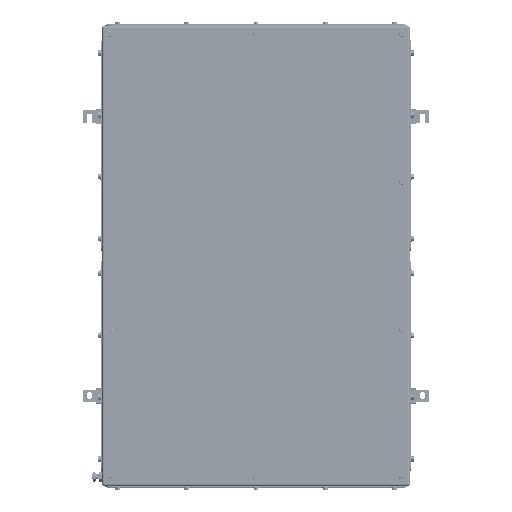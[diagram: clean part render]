
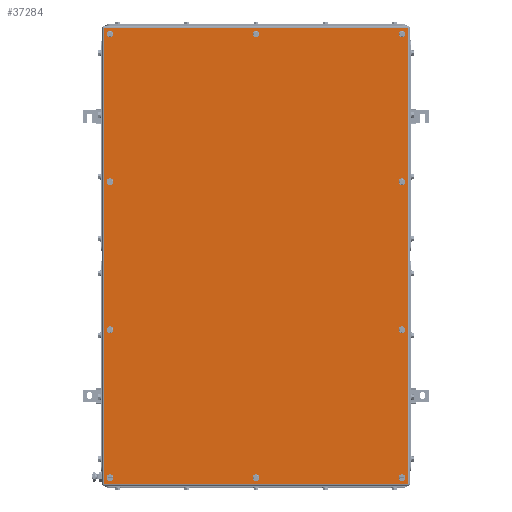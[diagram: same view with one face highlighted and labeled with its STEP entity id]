
A CAD part, top view. The second image highlights one B-rep face of the part: STEP entity #37284.
In plain terms, the highlighted planar face has unit normal (0, 0, 1).
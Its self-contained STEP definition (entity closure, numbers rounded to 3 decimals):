
#37050=AXIS2_PLACEMENT_3D('Circle Axis2P3D',#37048,#37049,$) ;
#37077=AXIS2_PLACEMENT_3D('Plane Axis2P3D',#37074,#37075,#37076) ;
#37115=AXIS2_PLACEMENT_3D('Circle Axis2P3D',#37113,#37114,$) ;
#37124=AXIS2_PLACEMENT_3D('Circle Axis2P3D',#37122,#37123,$) ;
#37133=AXIS2_PLACEMENT_3D('Circle Axis2P3D',#37131,#37132,$) ;
#37142=AXIS2_PLACEMENT_3D('Circle Axis2P3D',#37140,#37141,$) ;
#37151=AXIS2_PLACEMENT_3D('Circle Axis2P3D',#37149,#37150,$) ;
#37160=AXIS2_PLACEMENT_3D('Circle Axis2P3D',#37158,#37159,$) ;
#37169=AXIS2_PLACEMENT_3D('Circle Axis2P3D',#37167,#37168,$) ;
#37178=AXIS2_PLACEMENT_3D('Circle Axis2P3D',#37176,#37177,$) ;
#37187=AXIS2_PLACEMENT_3D('Circle Axis2P3D',#37185,#37186,$) ;
#37196=AXIS2_PLACEMENT_3D('Circle Axis2P3D',#37194,#37195,$) ;
#37205=AXIS2_PLACEMENT_3D('Circle Axis2P3D',#37203,#37204,$) ;
#37214=AXIS2_PLACEMENT_3D('Circle Axis2P3D',#37212,#37213,$) ;
#37223=AXIS2_PLACEMENT_3D('Circle Axis2P3D',#37221,#37222,$) ;
#37232=AXIS2_PLACEMENT_3D('Circle Axis2P3D',#37230,#37231,$) ;
#37241=AXIS2_PLACEMENT_3D('Circle Axis2P3D',#37239,#37240,$) ;
#37250=AXIS2_PLACEMENT_3D('Circle Axis2P3D',#37248,#37249,$) ;
#37259=AXIS2_PLACEMENT_3D('Circle Axis2P3D',#37257,#37258,$) ;
#37268=AXIS2_PLACEMENT_3D('Circle Axis2P3D',#37266,#37267,$) ;
#37277=AXIS2_PLACEMENT_3D('Circle Axis2P3D',#37275,#37276,$) ;
#37045=CARTESIAN_POINT('Vertex',(56.5,615.167,153.5)) ;
#37048=CARTESIAN_POINT('Axis2P3D Location',(53.,615.167,153.5)) ;
#37052=CARTESIAN_POINT('Vertex',(49.5,615.167,153.5)) ;
#37074=CARTESIAN_POINT('Axis2P3D Location',(345.5,468.,153.5)) ;
#37079=CARTESIAN_POINT('Line Origine',(345.5,924.5,153.5)) ;
#37083=CARTESIAN_POINT('Vertex',(650.,924.5,153.5)) ;
#37085=CARTESIAN_POINT('Vertex',(41.,924.5,153.5)) ;
#37088=CARTESIAN_POINT('Line Origine',(41.,468.,153.5)) ;
#37092=CARTESIAN_POINT('Vertex',(41.,11.5,153.5)) ;
#37095=CARTESIAN_POINT('Line Origine',(345.5,11.5,153.5)) ;
#37099=CARTESIAN_POINT('Vertex',(650.,11.5,153.5)) ;
#37102=CARTESIAN_POINT('Line Origine',(650.,468.,153.5)) ;
#37113=CARTESIAN_POINT('Axis2P3D Location',(53.,615.167,153.5)) ;
#37122=CARTESIAN_POINT('Axis2P3D Location',(53.,320.833,153.5)) ;
#37126=CARTESIAN_POINT('Vertex',(49.5,320.833,153.5)) ;
#37128=CARTESIAN_POINT('Vertex',(56.5,320.833,153.5)) ;
#37131=CARTESIAN_POINT('Axis2P3D Location',(53.,320.833,153.5)) ;
#37140=CARTESIAN_POINT('Axis2P3D Location',(638.,320.833,153.5)) ;
#37144=CARTESIAN_POINT('Vertex',(641.5,320.833,153.5)) ;
#37146=CARTESIAN_POINT('Vertex',(634.5,320.833,153.5)) ;
#37149=CARTESIAN_POINT('Axis2P3D Location',(638.,320.833,153.5)) ;
#37158=CARTESIAN_POINT('Axis2P3D Location',(638.,615.167,153.5)) ;
#37162=CARTESIAN_POINT('Vertex',(641.5,615.167,153.5)) ;
#37164=CARTESIAN_POINT('Vertex',(634.5,615.167,153.5)) ;
#37167=CARTESIAN_POINT('Axis2P3D Location',(638.,615.167,153.5)) ;
#37176=CARTESIAN_POINT('Axis2P3D Location',(345.5,23.5,153.5)) ;
#37180=CARTESIAN_POINT('Vertex',(349.,23.5,153.5)) ;
#37182=CARTESIAN_POINT('Vertex',(342.,23.5,153.5)) ;
#37185=CARTESIAN_POINT('Axis2P3D Location',(345.5,23.5,153.5)) ;
#37194=CARTESIAN_POINT('Axis2P3D Location',(345.5,912.5,153.5)) ;
#37198=CARTESIAN_POINT('Vertex',(349.,912.5,153.5)) ;
#37200=CARTESIAN_POINT('Vertex',(342.,912.5,153.5)) ;
#37203=CARTESIAN_POINT('Axis2P3D Location',(345.5,912.5,153.5)) ;
#37212=CARTESIAN_POINT('Axis2P3D Location',(53.,912.5,153.5)) ;
#37216=CARTESIAN_POINT('Vertex',(49.5,912.5,153.5)) ;
#37218=CARTESIAN_POINT('Vertex',(56.5,912.5,153.5)) ;
#37221=CARTESIAN_POINT('Axis2P3D Location',(53.,912.5,153.5)) ;
#37230=CARTESIAN_POINT('Axis2P3D Location',(53.,23.5,153.5)) ;
#37234=CARTESIAN_POINT('Vertex',(49.5,23.5,153.5)) ;
#37236=CARTESIAN_POINT('Vertex',(56.5,23.5,153.5)) ;
#37239=CARTESIAN_POINT('Axis2P3D Location',(53.,23.5,153.5)) ;
#37248=CARTESIAN_POINT('Axis2P3D Location',(638.,23.5,153.5)) ;
#37252=CARTESIAN_POINT('Vertex',(641.5,23.5,153.5)) ;
#37254=CARTESIAN_POINT('Vertex',(634.5,23.5,153.5)) ;
#37257=CARTESIAN_POINT('Axis2P3D Location',(638.,23.5,153.5)) ;
#37266=CARTESIAN_POINT('Axis2P3D Location',(638.,912.5,153.5)) ;
#37270=CARTESIAN_POINT('Vertex',(641.5,912.5,153.5)) ;
#37272=CARTESIAN_POINT('Vertex',(634.5,912.5,153.5)) ;
#37275=CARTESIAN_POINT('Axis2P3D Location',(638.,912.5,153.5)) ;
#37049=DIRECTION('Axis2P3D Direction',(0.,0.,1.)) ;
#37075=DIRECTION('Axis2P3D Direction',(0.,0.,1.)) ;
#37076=DIRECTION('Axis2P3D XDirection',(1.,0.,0.)) ;
#37080=DIRECTION('Vector Direction',(1.,0.,0.)) ;
#37089=DIRECTION('Vector Direction',(0.,-1.,0.)) ;
#37096=DIRECTION('Vector Direction',(1.,0.,0.)) ;
#37103=DIRECTION('Vector Direction',(0.,1.,0.)) ;
#37114=DIRECTION('Axis2P3D Direction',(0.,0.,1.)) ;
#37123=DIRECTION('Axis2P3D Direction',(0.,0.,1.)) ;
#37132=DIRECTION('Axis2P3D Direction',(0.,0.,1.)) ;
#37141=DIRECTION('Axis2P3D Direction',(0.,0.,1.)) ;
#37150=DIRECTION('Axis2P3D Direction',(0.,0.,1.)) ;
#37159=DIRECTION('Axis2P3D Direction',(0.,0.,1.)) ;
#37168=DIRECTION('Axis2P3D Direction',(0.,0.,1.)) ;
#37177=DIRECTION('Axis2P3D Direction',(0.,0.,1.)) ;
#37186=DIRECTION('Axis2P3D Direction',(0.,0.,1.)) ;
#37195=DIRECTION('Axis2P3D Direction',(0.,0.,1.)) ;
#37204=DIRECTION('Axis2P3D Direction',(0.,0.,1.)) ;
#37213=DIRECTION('Axis2P3D Direction',(0.,0.,1.)) ;
#37222=DIRECTION('Axis2P3D Direction',(0.,0.,1.)) ;
#37231=DIRECTION('Axis2P3D Direction',(0.,0.,1.)) ;
#37240=DIRECTION('Axis2P3D Direction',(0.,0.,1.)) ;
#37249=DIRECTION('Axis2P3D Direction',(0.,0.,1.)) ;
#37258=DIRECTION('Axis2P3D Direction',(0.,0.,1.)) ;
#37267=DIRECTION('Axis2P3D Direction',(0.,0.,1.)) ;
#37276=DIRECTION('Axis2P3D Direction',(0.,0.,1.)) ;
#37081=VECTOR('Line Direction',#37080,1.) ;
#37090=VECTOR('Line Direction',#37089,1.) ;
#37097=VECTOR('Line Direction',#37096,1.) ;
#37104=VECTOR('Line Direction',#37103,1.) ;
#37108=ORIENTED_EDGE('',*,*,#37087,.T.) ;
#37109=ORIENTED_EDGE('',*,*,#37094,.T.) ;
#37110=ORIENTED_EDGE('',*,*,#37101,.T.) ;
#37111=ORIENTED_EDGE('',*,*,#37106,.T.) ;
#37119=ORIENTED_EDGE('',*,*,#37117,.F.) ;
#37120=ORIENTED_EDGE('',*,*,#37054,.F.) ;
#37137=ORIENTED_EDGE('',*,*,#37130,.F.) ;
#37138=ORIENTED_EDGE('',*,*,#37135,.F.) ;
#37155=ORIENTED_EDGE('',*,*,#37148,.F.) ;
#37156=ORIENTED_EDGE('',*,*,#37153,.F.) ;
#37173=ORIENTED_EDGE('',*,*,#37166,.F.) ;
#37174=ORIENTED_EDGE('',*,*,#37171,.F.) ;
#37191=ORIENTED_EDGE('',*,*,#37184,.F.) ;
#37192=ORIENTED_EDGE('',*,*,#37189,.F.) ;
#37209=ORIENTED_EDGE('',*,*,#37202,.F.) ;
#37210=ORIENTED_EDGE('',*,*,#37207,.F.) ;
#37227=ORIENTED_EDGE('',*,*,#37220,.F.) ;
#37228=ORIENTED_EDGE('',*,*,#37225,.F.) ;
#37245=ORIENTED_EDGE('',*,*,#37238,.F.) ;
#37246=ORIENTED_EDGE('',*,*,#37243,.F.) ;
#37263=ORIENTED_EDGE('',*,*,#37256,.F.) ;
#37264=ORIENTED_EDGE('',*,*,#37261,.F.) ;
#37281=ORIENTED_EDGE('',*,*,#37274,.F.) ;
#37282=ORIENTED_EDGE('',*,*,#37279,.F.) ;
#37121=FACE_BOUND('',#37118,.T.) ;
#37139=FACE_BOUND('',#37136,.T.) ;
#37157=FACE_BOUND('',#37154,.T.) ;
#37175=FACE_BOUND('',#37172,.T.) ;
#37193=FACE_BOUND('',#37190,.T.) ;
#37211=FACE_BOUND('',#37208,.T.) ;
#37229=FACE_BOUND('',#37226,.T.) ;
#37247=FACE_BOUND('',#37244,.T.) ;
#37265=FACE_BOUND('',#37262,.T.) ;
#37283=FACE_BOUND('',#37280,.T.) ;
#37284=ADVANCED_FACE('ZUB_KTB_FS_916115_4GP_AllCATPart.2\\ZUB_DE_KTB_FS.1\\DE_KTB_MH_PART_MASTER.1\\Koerper.2',(#37112,#37121,#37139,#37157,#37175,#37193,#37211,#37229,#37247,#37265,#37283),#37078,.T.) ;
#37051=CIRCLE('generated circle',#37050,3.5) ;
#37116=CIRCLE('generated circle',#37115,3.5) ;
#37125=CIRCLE('generated circle',#37124,3.5) ;
#37134=CIRCLE('generated circle',#37133,3.5) ;
#37143=CIRCLE('generated circle',#37142,3.5) ;
#37152=CIRCLE('generated circle',#37151,3.5) ;
#37161=CIRCLE('generated circle',#37160,3.5) ;
#37170=CIRCLE('generated circle',#37169,3.5) ;
#37179=CIRCLE('generated circle',#37178,3.5) ;
#37188=CIRCLE('generated circle',#37187,3.5) ;
#37197=CIRCLE('generated circle',#37196,3.5) ;
#37206=CIRCLE('generated circle',#37205,3.5) ;
#37215=CIRCLE('generated circle',#37214,3.5) ;
#37224=CIRCLE('generated circle',#37223,3.5) ;
#37233=CIRCLE('generated circle',#37232,3.5) ;
#37242=CIRCLE('generated circle',#37241,3.5) ;
#37251=CIRCLE('generated circle',#37250,3.5) ;
#37260=CIRCLE('generated circle',#37259,3.5) ;
#37269=CIRCLE('generated circle',#37268,3.5) ;
#37278=CIRCLE('generated circle',#37277,3.5) ;
#37054=EDGE_CURVE('',#37046,#37053,#37051,.T.) ;
#37087=EDGE_CURVE('',#37084,#37086,#37082,.F.) ;
#37094=EDGE_CURVE('',#37086,#37093,#37091,.T.) ;
#37101=EDGE_CURVE('',#37093,#37100,#37098,.T.) ;
#37106=EDGE_CURVE('',#37100,#37084,#37105,.T.) ;
#37117=EDGE_CURVE('',#37053,#37046,#37116,.T.) ;
#37130=EDGE_CURVE('',#37127,#37129,#37125,.T.) ;
#37135=EDGE_CURVE('',#37129,#37127,#37134,.T.) ;
#37148=EDGE_CURVE('',#37145,#37147,#37143,.T.) ;
#37153=EDGE_CURVE('',#37147,#37145,#37152,.T.) ;
#37166=EDGE_CURVE('',#37163,#37165,#37161,.T.) ;
#37171=EDGE_CURVE('',#37165,#37163,#37170,.T.) ;
#37184=EDGE_CURVE('',#37181,#37183,#37179,.T.) ;
#37189=EDGE_CURVE('',#37183,#37181,#37188,.T.) ;
#37202=EDGE_CURVE('',#37199,#37201,#37197,.T.) ;
#37207=EDGE_CURVE('',#37201,#37199,#37206,.T.) ;
#37220=EDGE_CURVE('',#37217,#37219,#37215,.T.) ;
#37225=EDGE_CURVE('',#37219,#37217,#37224,.T.) ;
#37238=EDGE_CURVE('',#37235,#37237,#37233,.T.) ;
#37243=EDGE_CURVE('',#37237,#37235,#37242,.T.) ;
#37256=EDGE_CURVE('',#37253,#37255,#37251,.T.) ;
#37261=EDGE_CURVE('',#37255,#37253,#37260,.T.) ;
#37274=EDGE_CURVE('',#37271,#37273,#37269,.T.) ;
#37279=EDGE_CURVE('',#37273,#37271,#37278,.T.) ;
#37107=EDGE_LOOP('',(#37108,#37109,#37110,#37111)) ;
#37118=EDGE_LOOP('',(#37119,#37120)) ;
#37136=EDGE_LOOP('',(#37137,#37138)) ;
#37154=EDGE_LOOP('',(#37155,#37156)) ;
#37172=EDGE_LOOP('',(#37173,#37174)) ;
#37190=EDGE_LOOP('',(#37191,#37192)) ;
#37208=EDGE_LOOP('',(#37209,#37210)) ;
#37226=EDGE_LOOP('',(#37227,#37228)) ;
#37244=EDGE_LOOP('',(#37245,#37246)) ;
#37262=EDGE_LOOP('',(#37263,#37264)) ;
#37280=EDGE_LOOP('',(#37281,#37282)) ;
#37112=FACE_OUTER_BOUND('',#37107,.T.) ;
#37082=LINE('Line',#37079,#37081) ;
#37091=LINE('Line',#37088,#37090) ;
#37098=LINE('Line',#37095,#37097) ;
#37105=LINE('Line',#37102,#37104) ;
#37078=PLANE('',#37077) ;
#37046=VERTEX_POINT('',#37045) ;
#37053=VERTEX_POINT('',#37052) ;
#37084=VERTEX_POINT('',#37083) ;
#37086=VERTEX_POINT('',#37085) ;
#37093=VERTEX_POINT('',#37092) ;
#37100=VERTEX_POINT('',#37099) ;
#37127=VERTEX_POINT('',#37126) ;
#37129=VERTEX_POINT('',#37128) ;
#37145=VERTEX_POINT('',#37144) ;
#37147=VERTEX_POINT('',#37146) ;
#37163=VERTEX_POINT('',#37162) ;
#37165=VERTEX_POINT('',#37164) ;
#37181=VERTEX_POINT('',#37180) ;
#37183=VERTEX_POINT('',#37182) ;
#37199=VERTEX_POINT('',#37198) ;
#37201=VERTEX_POINT('',#37200) ;
#37217=VERTEX_POINT('',#37216) ;
#37219=VERTEX_POINT('',#37218) ;
#37235=VERTEX_POINT('',#37234) ;
#37237=VERTEX_POINT('',#37236) ;
#37253=VERTEX_POINT('',#37252) ;
#37255=VERTEX_POINT('',#37254) ;
#37271=VERTEX_POINT('',#37270) ;
#37273=VERTEX_POINT('',#37272) ;
